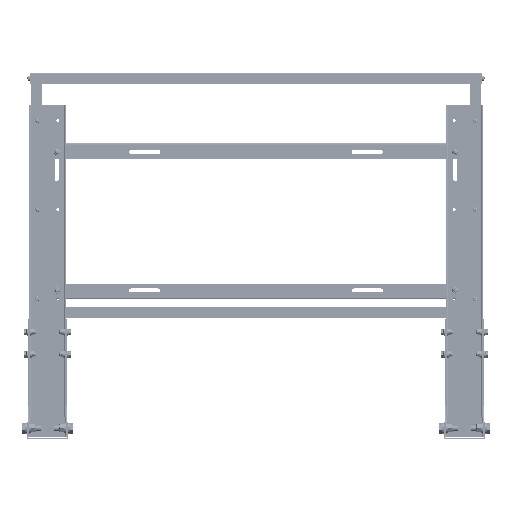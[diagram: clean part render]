
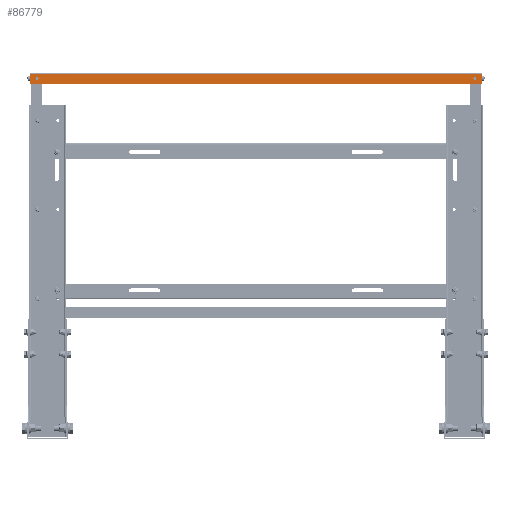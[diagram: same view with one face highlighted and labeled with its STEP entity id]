
A CAD part, front view. The second image highlights one B-rep face of the part: STEP entity #86779.
In plain terms, the highlighted planar face has unit normal (0, -1, 0).
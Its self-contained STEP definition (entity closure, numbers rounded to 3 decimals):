
#203 = CARTESIAN_POINT ( 'NONE',  ( 506.078, -350., -2. ) ) ;
#2302 = DIRECTION ( 'NONE',  ( 0., 0., 1. ) ) ;
#2337 = LINE ( 'NONE', #72973, #47468 ) ;
#3078 = VERTEX_POINT ( 'NONE', #49191 ) ;
#4825 = CIRCLE ( 'NONE', #87107, 3.25 ) ;
#7246 = AXIS2_PLACEMENT_3D ( 'NONE', #72468, #55420, #88972 ) ;
#7510 = EDGE_CURVE ( 'NONE', #51057, #45785, #40339, .T. ) ;
#8151 = DIRECTION ( 'NONE',  ( 0., 0., -1. ) ) ;
#12444 = VERTEX_POINT ( 'NONE', #42429 ) ;
#12589 = VECTOR ( 'NONE', #59034, 1000. ) ;
#14285 = CARTESIAN_POINT ( 'NONE',  ( 491.5, -350., -13. ) ) ;
#14816 = VERTEX_POINT ( 'NONE', #51950 ) ;
#16387 = EDGE_LOOP ( 'NONE', ( #86471, #51695 ) ) ;
#17688 = VERTEX_POINT ( 'NONE', #57961 ) ;
#21464 = AXIS2_PLACEMENT_3D ( 'NONE', #42925, #80585, #74379 ) ;
#22683 = CARTESIAN_POINT ( 'NONE',  ( -506.078, -350., -2. ) ) ;
#24168 = DIRECTION ( 'NONE',  ( -1., 0., 0. ) ) ;
#26982 = ORIENTED_EDGE ( 'NONE', *, *, #64879, .F. ) ;
#29653 = FACE_OUTER_BOUND ( 'NONE', #99222, .T. ) ;
#38033 = EDGE_CURVE ( 'NONE', #47950, #3078, #44487, .T. ) ;
#38406 = VERTEX_POINT ( 'NONE', #57611 ) ;
#40339 = CIRCLE ( 'NONE', #93063, 1.6 ) ;
#42429 = CARTESIAN_POINT ( 'NONE',  ( 491.5, -350., -16.25 ) ) ;
#42925 = CARTESIAN_POINT ( 'NONE',  ( -491.5, -350., -13. ) ) ;
#43304 = EDGE_CURVE ( 'NONE', #17688, #57199, #2337, .T. ) ;
#43377 = VECTOR ( 'NONE', #46133, 1000. ) ;
#43600 = PLANE ( 'NONE',  #67035 ) ;
#44428 = EDGE_CURVE ( 'NONE', #14816, #12444, #66707, .T. ) ;
#44487 = CIRCLE ( 'NONE', #21464, 3.25 ) ;
#44626 = CARTESIAN_POINT ( 'NONE',  ( -507.5, -350., -2. ) ) ;
#44795 = VECTOR ( 'NONE', #24168, 1000. ) ;
#45785 = VERTEX_POINT ( 'NONE', #22683 ) ;
#46133 = DIRECTION ( 'NONE',  ( 0., 0., -1. ) ) ;
#46311 = EDGE_LOOP ( 'NONE', ( #89196, #87704 ) ) ;
#46695 = CIRCLE ( 'NONE', #7246, 1.6 ) ;
#47127 = CIRCLE ( 'NONE', #70163, 3.25 ) ;
#47300 = CARTESIAN_POINT ( 'NONE',  ( -506.834, -350., -0.59 ) ) ;
#47325 = DIRECTION ( 'NONE',  ( 0., 1., 0. ) ) ;
#47468 = VECTOR ( 'NONE', #98217, 1000. ) ;
#47950 = VERTEX_POINT ( 'NONE', #100834 ) ;
#49191 = CARTESIAN_POINT ( 'NONE',  ( -491.5, -350., -16.25 ) ) ;
#51057 = VERTEX_POINT ( 'NONE', #96364 ) ;
#51112 = ORIENTED_EDGE ( 'NONE', *, *, #88860, .F. ) ;
#51695 = ORIENTED_EDGE ( 'NONE', *, *, #55718, .T. ) ;
#51950 = CARTESIAN_POINT ( 'NONE',  ( 491.5, -350., -9.75 ) ) ;
#55420 = DIRECTION ( 'NONE',  ( 0., -1., 0. ) ) ;
#55718 = EDGE_CURVE ( 'NONE', #3078, #47950, #47127, .T. ) ;
#57199 = VERTEX_POINT ( 'NONE', #84642 ) ;
#57611 = CARTESIAN_POINT ( 'NONE',  ( -507.5, -350., -25. ) ) ;
#57961 = CARTESIAN_POINT ( 'NONE',  ( 507.5, -350., -2.045 ) ) ;
#58533 = CARTESIAN_POINT ( 'NONE',  ( 0., -350., -2. ) ) ;
#59034 = DIRECTION ( 'NONE',  ( -1., 0., 0. ) ) ;
#61079 = CARTESIAN_POINT ( 'NONE',  ( 0., -350., 0. ) ) ;
#61097 = LINE ( 'NONE', #44626, #43377 ) ;
#61389 = EDGE_CURVE ( 'NONE', #12444, #14816, #4825, .T. ) ;
#64030 = ORIENTED_EDGE ( 'NONE', *, *, #68930, .T. ) ;
#64879 = EDGE_CURVE ( 'NONE', #57199, #38406, #86057, .T. ) ;
#65720 = CARTESIAN_POINT ( 'NONE',  ( -491.5, -350., -13. ) ) ;
#66284 = LINE ( 'NONE', #58533, #12589 ) ;
#66707 = CIRCLE ( 'NONE', #93045, 3.25 ) ;
#67035 = AXIS2_PLACEMENT_3D ( 'NONE', #61079, #68312, #76060 ) ;
#68312 = DIRECTION ( 'NONE',  ( 0., -1., 0. ) ) ;
#68414 = DIRECTION ( 'NONE',  ( 0., 1., 0. ) ) ;
#68930 = EDGE_CURVE ( 'NONE', #51057, #38406, #61097, .T. ) ;
#70163 = AXIS2_PLACEMENT_3D ( 'NONE', #65720, #99566, #2302 ) ;
#71013 = DIRECTION ( 'NONE',  ( -1., 0., 0. ) ) ;
#72468 = CARTESIAN_POINT ( 'NONE',  ( 506.834, -350., -0.59 ) ) ;
#72973 = CARTESIAN_POINT ( 'NONE',  ( 507.5, -350., -2. ) ) ;
#73509 = CARTESIAN_POINT ( 'NONE',  ( 491.5, -350., -13. ) ) ;
#74379 = DIRECTION ( 'NONE',  ( 0., 0., 1. ) ) ;
#76060 = DIRECTION ( 'NONE',  ( 0., 0., -1. ) ) ;
#76856 = ORIENTED_EDGE ( 'NONE', *, *, #7510, .F. ) ;
#78477 = ORIENTED_EDGE ( 'NONE', *, *, #85507, .T. ) ;
#78767 = DIRECTION ( 'NONE',  ( 0., -1., 0. ) ) ;
#80585 = DIRECTION ( 'NONE',  ( 0., 1., 0. ) ) ;
#84642 = CARTESIAN_POINT ( 'NONE',  ( 507.5, -350., -25. ) ) ;
#85507 = EDGE_CURVE ( 'NONE', #88141, #45785, #66284, .T. ) ;
#86057 = LINE ( 'NONE', #94797, #44795 ) ;
#86471 = ORIENTED_EDGE ( 'NONE', *, *, #38033, .T. ) ;
#86779 = ADVANCED_FACE ( 'NONE', ( #29653, #91034, #99256 ), #43600, .T. ) ;
#87107 = AXIS2_PLACEMENT_3D ( 'NONE', #14285, #68414, #98365 ) ;
#87704 = ORIENTED_EDGE ( 'NONE', *, *, #61389, .T. ) ;
#88141 = VERTEX_POINT ( 'NONE', #203 ) ;
#88860 = EDGE_CURVE ( 'NONE', #88141, #17688, #46695, .T. ) ;
#88972 = DIRECTION ( 'NONE',  ( 0., 0., -1. ) ) ;
#89196 = ORIENTED_EDGE ( 'NONE', *, *, #44428, .T. ) ;
#89329 = ORIENTED_EDGE ( 'NONE', *, *, #43304, .F. ) ;
#91034 = FACE_BOUND ( 'NONE', #16387, .T. ) ;
#93045 = AXIS2_PLACEMENT_3D ( 'NONE', #73509, #47325, #8151 ) ;
#93063 = AXIS2_PLACEMENT_3D ( 'NONE', #47300, #78767, #71013 ) ;
#94797 = CARTESIAN_POINT ( 'NONE',  ( -505.5, -350., -25. ) ) ;
#96364 = CARTESIAN_POINT ( 'NONE',  ( -507.5, -350., -2.045 ) ) ;
#98217 = DIRECTION ( 'NONE',  ( 0., 0., -1. ) ) ;
#98365 = DIRECTION ( 'NONE',  ( 0., 0., -1. ) ) ;
#99222 = EDGE_LOOP ( 'NONE', ( #51112, #78477, #76856, #64030, #26982, #89329 ) ) ;
#99256 = FACE_BOUND ( 'NONE', #46311, .T. ) ;
#99566 = DIRECTION ( 'NONE',  ( 0., 1., 0. ) ) ;
#100834 = CARTESIAN_POINT ( 'NONE',  ( -491.5, -350., -9.75 ) ) ;
